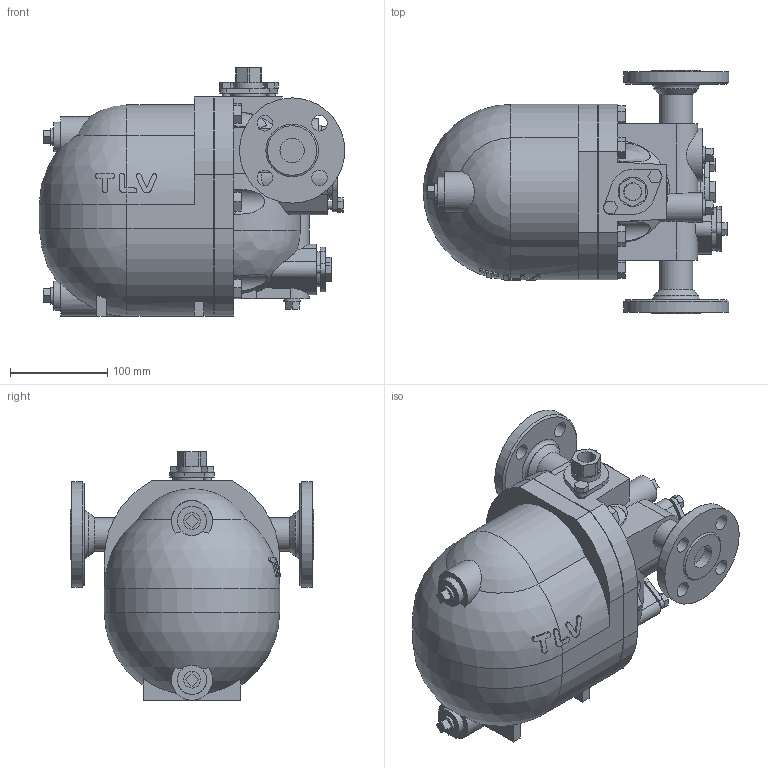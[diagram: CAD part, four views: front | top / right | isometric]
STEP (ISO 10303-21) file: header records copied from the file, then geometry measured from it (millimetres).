
FILE_DESCRIPTION((''),'2;1');
FILE_NAME('gt5c0-025-a0150-00.stp','2010-05-21T09:55:01',('nakaot'),(''),'Autodesk Inventor 2008','Autodesk Inventor 2008','');
FILE_SCHEMA(('AUTOMOTIVE_DESIGN { 1 0 10303 214 1 1 1 1 }'));
Length unit declared in the file: millimetre
Products named in the file (1): gt5c0-025-a0150-00
Bounding box: 313.5 x 250 x 255 mm (x, y, z)
Volume: 7487216.2 mm3; surface area: 362456.1 mm2
Topology: 1 solids, 1 shells, 388 faces, 1005 edges, 655 vertices
Faces by surface type: plane 221, cylinder 78, bspline 76, sphere 11, cone 2
Full cylindrical faces by diameter (mm): 8 x4, 16 x4, 17 x5, 25 x1, 30 x4, 34 x1, 36 x2, 44 x1, 46 x1, 55 x1, 65.875 x1, 108 x1
Entity records: 13852 total; most frequent: CARTESIAN_POINT 4715, ORIENTED_EDGE 1874, DIRECTION 1783, EDGE_CURVE 937, VERTEX_POINT 638, AXIS2_PLACEMENT_3D 600, VECTOR 583, LINE 583
